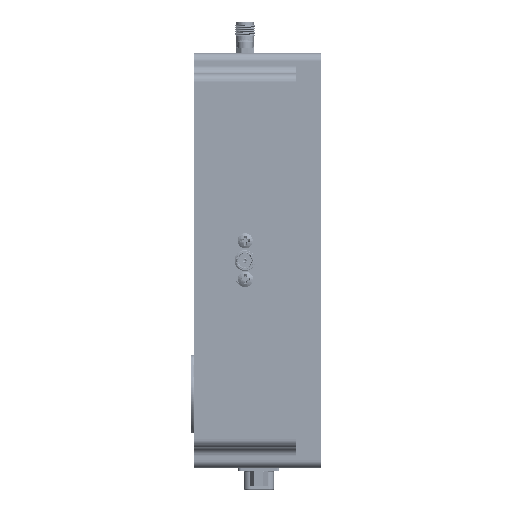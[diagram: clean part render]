
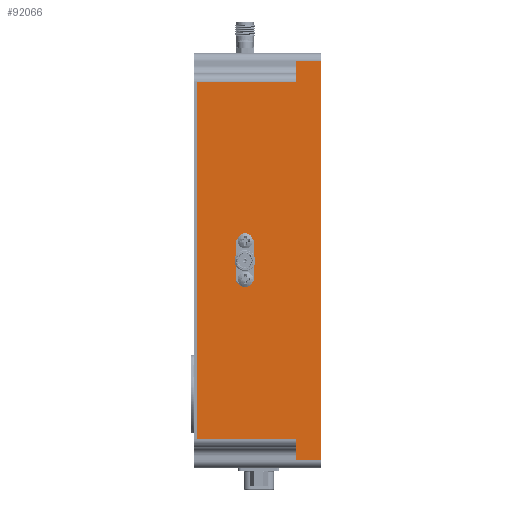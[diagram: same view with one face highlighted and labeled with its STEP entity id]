
A CAD part, left-side view. The second image highlights one B-rep face of the part: STEP entity #92066.
In plain terms, the highlighted face is planar.
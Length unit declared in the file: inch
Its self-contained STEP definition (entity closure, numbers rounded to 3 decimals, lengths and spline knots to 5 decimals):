
#5726 = ORIENTED_EDGE ( 'NONE', *, *, #88330, .T. ) ;
#6349 = EDGE_CURVE ( 'NONE', #125408, #135809, #192092, .T. ) ;
#25695 = CARTESIAN_POINT ( 'NONE',  ( 10., 0.31, 0. ) ) ;
#26425 = CARTESIAN_POINT ( 'NONE',  ( 10., 0.31, -4.9 ) ) ;
#42069 = EDGE_CURVE ( 'NONE', #85644, #50287, #101329, .T. ) ;
#50287 = VERTEX_POINT ( 'NONE', #160844 ) ;
#54111 = VECTOR ( 'NONE', #91468, 39.37008 ) ;
#59526 = LINE ( 'NONE', #140082, #108816 ) ;
#72249 = PLANE ( 'NONE',  #209579 ) ;
#81499 = ORIENTED_EDGE ( 'NONE', *, *, #99258, .T. ) ;
#81534 = ORIENTED_EDGE ( 'NONE', *, *, #209447, .T. ) ;
#85217 = VECTOR ( 'NONE', #244704, 39.37008 ) ;
#85644 = VERTEX_POINT ( 'NONE', #234531 ) ;
#88330 = EDGE_CURVE ( 'NONE', #99570, #85644, #59526, .T. ) ;
#91468 = DIRECTION ( 'NONE',  ( 0., 1., 0. ) ) ;
#92066 = ADVANCED_FACE ( 'NONE', ( #237533 ), #72249, .F. ) ;
#99258 = EDGE_CURVE ( 'NONE', #125408, #121947, #272766, .T. ) ;
#99524 = EDGE_CURVE ( 'NONE', #254686, #121947, #117881, .T. ) ;
#99570 = VERTEX_POINT ( 'NONE', #253663 ) ;
#101329 = LINE ( 'NONE', #232725, #249273 ) ;
#108452 = DIRECTION ( 'NONE',  ( 0., 0., -1. ) ) ;
#108816 = VECTOR ( 'NONE', #223740, 39.37008 ) ;
#109840 = VECTOR ( 'NONE', #157802, 39.37008 ) ;
#117881 = LINE ( 'NONE', #128552, #196674 ) ;
#121001 = EDGE_LOOP ( 'NONE', ( #154657, #81534, #224774, #5726, #264855, #200796, #238352, #81499 ) ) ;
#121947 = VERTEX_POINT ( 'NONE', #197194 ) ;
#125408 = VERTEX_POINT ( 'NONE', #160726 ) ;
#128122 = DIRECTION ( 'NONE',  ( 0., -1., 0. ) ) ;
#128552 = CARTESIAN_POINT ( 'NONE',  ( 10., 1.5, 0. ) ) ;
#135809 = VERTEX_POINT ( 'NONE', #26425 ) ;
#140082 = CARTESIAN_POINT ( 'NONE',  ( 10., 1.5, -0.1 ) ) ;
#154596 = VECTOR ( 'NONE', #128122, 39.37008 ) ;
#154657 = ORIENTED_EDGE ( 'NONE', *, *, #99524, .F. ) ;
#157802 = DIRECTION ( 'NONE',  ( 0., 0., -1. ) ) ;
#160726 = CARTESIAN_POINT ( 'NONE',  ( 10., 0.31, -4.65 ) ) ;
#160844 = CARTESIAN_POINT ( 'NONE',  ( 10., 0., -4.9 ) ) ;
#170965 = LINE ( 'NONE', #252340, #154596 ) ;
#171678 = CARTESIAN_POINT ( 'NONE',  ( 10., 0.31, -0.35 ) ) ;
#171921 = DIRECTION ( 'NONE',  ( 0., 0., -1. ) ) ;
#179415 = LINE ( 'NONE', #25695, #208958 ) ;
#181689 = EDGE_CURVE ( 'NONE', #99570, #198191, #179415, .T. ) ;
#192092 = LINE ( 'NONE', #223053, #109840 ) ;
#196674 = VECTOR ( 'NONE', #232588, 39.37008 ) ;
#197194 = CARTESIAN_POINT ( 'NONE',  ( 10., 1.5, -4.65 ) ) ;
#197230 = DIRECTION ( 'NONE',  ( -1., 0., 0. ) ) ;
#198191 = VERTEX_POINT ( 'NONE', #171678 ) ;
#200796 = ORIENTED_EDGE ( 'NONE', *, *, #265948, .T. ) ;
#205936 = CARTESIAN_POINT ( 'NONE',  ( 10., 1.5, -4.65 ) ) ;
#208958 = VECTOR ( 'NONE', #108452, 39.37008 ) ;
#209447 = EDGE_CURVE ( 'NONE', #254686, #198191, #170965, .T. ) ;
#209579 = AXIS2_PLACEMENT_3D ( 'NONE', #219282, #197230, #217495 ) ;
#215461 = CARTESIAN_POINT ( 'NONE',  ( 10., 1.5, -4.9 ) ) ;
#217495 = DIRECTION ( 'NONE',  ( 0., 0., 1. ) ) ;
#219282 = CARTESIAN_POINT ( 'NONE',  ( 10., 1.5, 0. ) ) ;
#223053 = CARTESIAN_POINT ( 'NONE',  ( 10., 0.31, 0. ) ) ;
#223740 = DIRECTION ( 'NONE',  ( 0., -1., 0. ) ) ;
#224774 = ORIENTED_EDGE ( 'NONE', *, *, #181689, .F. ) ;
#228461 = LINE ( 'NONE', #215461, #54111 ) ;
#232588 = DIRECTION ( 'NONE',  ( 0., 0., -1. ) ) ;
#232725 = CARTESIAN_POINT ( 'NONE',  ( 10., 0., 0. ) ) ;
#234531 = CARTESIAN_POINT ( 'NONE',  ( 10., 0., -0.1 ) ) ;
#237533 = FACE_OUTER_BOUND ( 'NONE', #121001, .T. ) ;
#238352 = ORIENTED_EDGE ( 'NONE', *, *, #6349, .F. ) ;
#244704 = DIRECTION ( 'NONE',  ( 0., 1., 0. ) ) ;
#249273 = VECTOR ( 'NONE', #171921, 39.37008 ) ;
#252340 = CARTESIAN_POINT ( 'NONE',  ( 10., 0.31, -0.35 ) ) ;
#253663 = CARTESIAN_POINT ( 'NONE',  ( 10., 0.31, -0.1 ) ) ;
#254686 = VERTEX_POINT ( 'NONE', #257660 ) ;
#257660 = CARTESIAN_POINT ( 'NONE',  ( 10., 1.5, -0.35 ) ) ;
#264855 = ORIENTED_EDGE ( 'NONE', *, *, #42069, .T. ) ;
#265948 = EDGE_CURVE ( 'NONE', #50287, #135809, #228461, .T. ) ;
#272766 = LINE ( 'NONE', #205936, #85217 ) ;
